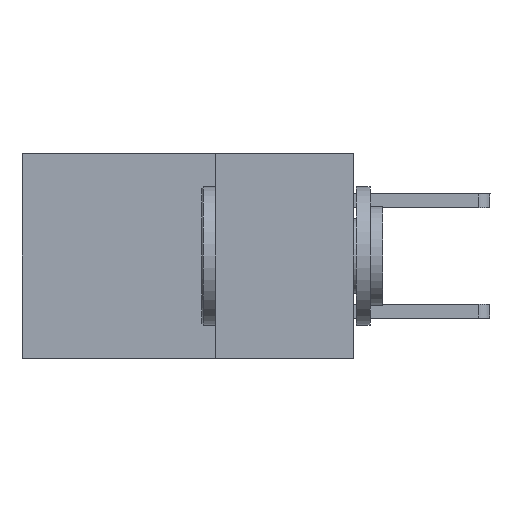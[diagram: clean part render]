
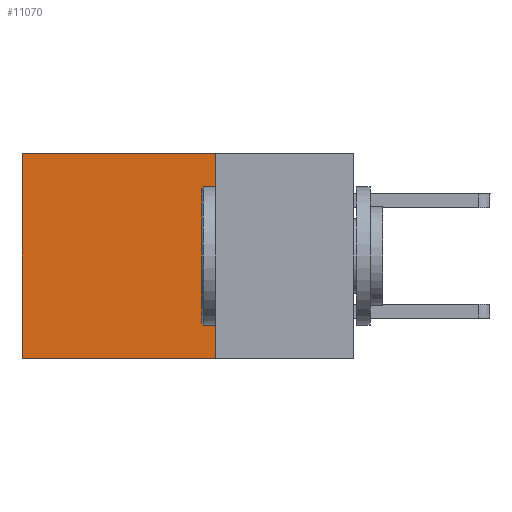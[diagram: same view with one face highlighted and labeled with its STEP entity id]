
A CAD part, left-side view. The second image highlights one B-rep face of the part: STEP entity #11070.
In plain terms, the highlighted planar face has unit normal (-1, 0, 0).
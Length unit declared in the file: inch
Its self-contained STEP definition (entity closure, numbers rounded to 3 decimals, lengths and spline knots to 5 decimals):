
#593 = CARTESIAN_POINT ( 'NONE',  ( 0.2875, 0.25, 0. ) ) ;
#1447 = VERTEX_POINT ( 'NONE', #8563 ) ;
#1466 = CARTESIAN_POINT ( 'NONE',  ( 0.2875, 0.25, 0. ) ) ;
#1556 = VECTOR ( 'NONE', #5150, 39.37008 ) ;
#1804 = EDGE_CURVE ( 'NONE', #10399, #1447, #9237, .T. ) ;
#2262 = EDGE_CURVE ( 'NONE', #10399, #7936, #6803, .T. ) ;
#2300 = LINE ( 'NONE', #7850, #5825 ) ;
#2935 = VECTOR ( 'NONE', #14330, 39.37008 ) ;
#3045 = DIRECTION ( 'NONE',  ( 1., 0., 0. ) ) ;
#3259 = AXIS2_PLACEMENT_3D ( 'NONE', #11278, #3045, #12460 ) ;
#4194 = PLANE ( 'NONE',  #3259 ) ;
#4342 = DIRECTION ( 'NONE',  ( 0., 1., 0. ) ) ;
#4570 = ORIENTED_EDGE ( 'NONE', *, *, #1804, .F. ) ;
#5053 = CARTESIAN_POINT ( 'NONE',  ( 0.2875, 0.6, 0. ) ) ;
#5096 = CARTESIAN_POINT ( 'NONE',  ( 0.2875, 0.6, 0. ) ) ;
#5150 = DIRECTION ( 'NONE',  ( 0., 0., -1. ) ) ;
#5397 = FACE_OUTER_BOUND ( 'NONE', #14712, .T. ) ;
#5825 = VECTOR ( 'NONE', #4342, 39.37008 ) ;
#6803 = LINE ( 'NONE', #593, #12349 ) ;
#7762 = CARTESIAN_POINT ( 'NONE',  ( 0.2875, 0.6, -0.37 ) ) ;
#7848 = LINE ( 'NONE', #5096, #1556 ) ;
#7850 = CARTESIAN_POINT ( 'NONE',  ( 0.2875, 0.25, -0.37 ) ) ;
#7936 = VERTEX_POINT ( 'NONE', #5053 ) ;
#8247 = CARTESIAN_POINT ( 'NONE',  ( 0.2875, 0.25, 0. ) ) ;
#8563 = CARTESIAN_POINT ( 'NONE',  ( 0.2875, 0.25, -0.37 ) ) ;
#8823 = EDGE_CURVE ( 'NONE', #1447, #10110, #2300, .T. ) ;
#9097 = EDGE_CURVE ( 'NONE', #7936, #10110, #7848, .T. ) ;
#9237 = LINE ( 'NONE', #1466, #2935 ) ;
#10110 = VERTEX_POINT ( 'NONE', #7762 ) ;
#10399 = VERTEX_POINT ( 'NONE', #8247 ) ;
#10825 = ORIENTED_EDGE ( 'NONE', *, *, #8823, .F. ) ;
#11070 = ADVANCED_FACE ( 'NONE', ( #5397 ), #4194, .F. ) ;
#11278 = CARTESIAN_POINT ( 'NONE',  ( 0.2875, 0.25, 0. ) ) ;
#11329 = ORIENTED_EDGE ( 'NONE', *, *, #9097, .T. ) ;
#12349 = VECTOR ( 'NONE', #14667, 39.37008 ) ;
#12460 = DIRECTION ( 'NONE',  ( 0., 0., -1. ) ) ;
#14330 = DIRECTION ( 'NONE',  ( 0., 0., -1. ) ) ;
#14667 = DIRECTION ( 'NONE',  ( 0., 1., 0. ) ) ;
#14712 = EDGE_LOOP ( 'NONE', ( #11329, #10825, #4570, #14929 ) ) ;
#14929 = ORIENTED_EDGE ( 'NONE', *, *, #2262, .T. ) ;
